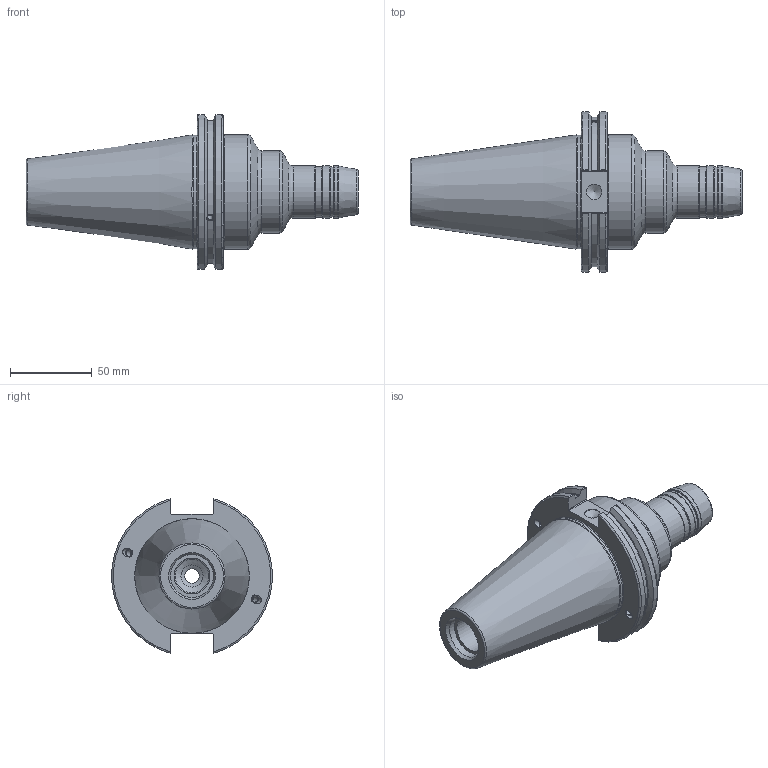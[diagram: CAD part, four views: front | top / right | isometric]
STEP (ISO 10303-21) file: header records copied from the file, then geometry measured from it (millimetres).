
FILE_DESCRIPTION(/* description */ (''),/* implementation_level */ '2;1');
FILE_NAME(/* name */ 'WL024.stp',/* time_stamp */ '2021-02-26T09:02:46+09:00',/* author */ ('eos'),/* organization */ (''),/* preprocessor_version */ 'ST-DEVELOPER v18.1',/* originating_system */ 'Autodesk Inventor 2020',/* authorisation */ '');
FILE_SCHEMA (('AUTOMOTIVE_DESIGN { 1 0 10303 214 3 1 1 }'));
Length unit declared in the file: millimetre
Products named in the file (1): CAT50
Bounding box: 203.2 x 98.06 x 94.69 mm (x, y, z)
Volume: 459166.7 mm3; surface area: 57750.7 mm2
Topology: 1 solids, 1 shells, 112 faces, 365 edges, 261 vertices
Faces by surface type: plane 37, cylinder 34, torus 21, cone 20
Full cylindrical faces by diameter (mm): 3.242 x4, 4.134 x2, 4.2 x2, 5 x2, 8.917 x1, 9.525 x1, 12.7 x1, 13.2 x1, 13.5 x1, 20.5 x1, 21.971 x1, 26.2 x1, 31 x2, 32 x3, 50.25 x1, 69.25 x1, 69.9 x1
Entity records: 4592 total; most frequent: CARTESIAN_POINT 1218, DIRECTION 731, ORIENTED_EDGE 724, EDGE_CURVE 362, AXIS2_PLACEMENT_3D 312, VERTEX_POINT 261, CIRCLE 197, EDGE_LOOP 131
